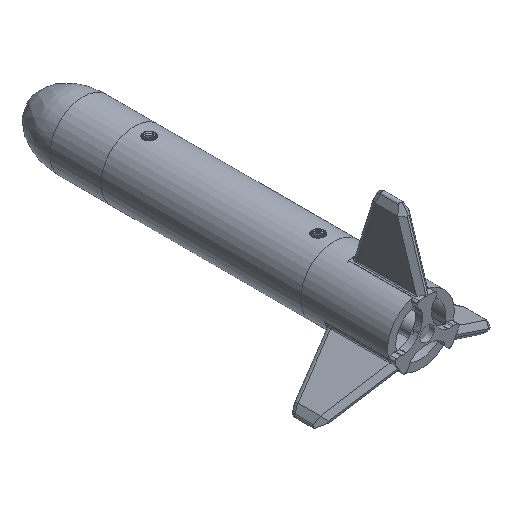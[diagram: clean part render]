
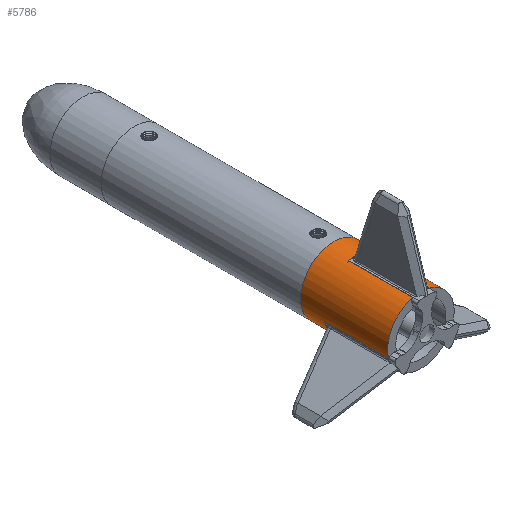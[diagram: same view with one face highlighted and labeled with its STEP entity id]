
A CAD part, isometric view. The second image highlights one B-rep face of the part: STEP entity #5786.
In plain terms, the highlighted cylindrical face has radius 32.5 mm (diameter 65 mm), a full revolution.
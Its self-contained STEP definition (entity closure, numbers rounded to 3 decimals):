
#482=LINE('',#8838,#767);
#488=LINE('',#8853,#773);
#496=LINE('',#8894,#781);
#502=LINE('',#8904,#787);
#505=LINE('',#8919,#790);
#510=LINE('',#8928,#795);
#513=LINE('',#8941,#798);
#767=VECTOR('',#6994,10.);
#773=VECTOR('',#7010,10.);
#781=VECTOR('',#7054,10.);
#787=VECTOR('',#7068,10.);
#790=VECTOR('',#7087,10.);
#795=VECTOR('',#7100,10.);
#798=VECTOR('',#7117,32.5);
#1059=CYLINDRICAL_SURFACE('',#6222,32.5);
#1270=FACE_OUTER_BOUND('',#1622,.T.);
#1622=EDGE_LOOP('',(#4072,#4073,#4074,#4075,#4076,#4077,#4078,#4079,#4080,
#4081,#4082,#4083,#4084,#4085,#4086,#4087));
#1956=CIRCLE('',#6100,32.5);
#1966=CIRCLE('',#6110,32.5);
#1976=CIRCLE('',#6120,32.5);
#2020=CIRCLE('',#6190,32.5);
#2024=CIRCLE('',#6195,32.5);
#2025=CIRCLE('',#6196,32.5);
#2028=CIRCLE('',#6208,32.5);
#2033=CIRCLE('',#6223,32.5);
#2310=VERTEX_POINT('',#8512);
#2311=VERTEX_POINT('',#8514);
#2322=VERTEX_POINT('',#8536);
#2323=VERTEX_POINT('',#8538);
#2334=VERTEX_POINT('',#8560);
#2335=VERTEX_POINT('',#8562);
#2365=VERTEX_POINT('',#8835);
#2370=VERTEX_POINT('',#8850);
#2378=VERTEX_POINT('',#8872);
#2379=VERTEX_POINT('',#8874);
#2383=VERTEX_POINT('',#8884);
#2384=VERTEX_POINT('',#8886);
#2387=VERTEX_POINT('',#8910);
#2392=VERTEX_POINT('',#8940);
#2896=EDGE_CURVE('',#2311,#2310,#1956,.T.);
#2908=EDGE_CURVE('',#2323,#2322,#1966,.T.);
#2920=EDGE_CURVE('',#2335,#2334,#1976,.T.);
#2976=EDGE_CURVE('',#2334,#2365,#482,.T.);
#2984=EDGE_CURVE('',#2335,#2370,#488,.T.);
#2994=EDGE_CURVE('',#2378,#2379,#2020,.T.);
#2999=EDGE_CURVE('',#2370,#2383,#2024,.T.);
#3000=EDGE_CURVE('',#2383,#2384,#2025,.T.);
#3004=EDGE_CURVE('',#2310,#2384,#496,.T.);
#3010=EDGE_CURVE('',#2311,#2378,#502,.T.);
#3013=EDGE_CURVE('',#2387,#2365,#2028,.T.);
#3017=EDGE_CURVE('',#2322,#2379,#505,.T.);
#3022=EDGE_CURVE('',#2323,#2387,#510,.T.);
#3027=EDGE_CURVE('',#2383,#2392,#513,.T.);
#3028=EDGE_CURVE('',#2392,#2392,#2033,.T.);
#4072=ORIENTED_EDGE('',*,*,#3022,.F.);
#4073=ORIENTED_EDGE('',*,*,#2908,.T.);
#4074=ORIENTED_EDGE('',*,*,#3017,.T.);
#4075=ORIENTED_EDGE('',*,*,#2994,.F.);
#4076=ORIENTED_EDGE('',*,*,#3010,.F.);
#4077=ORIENTED_EDGE('',*,*,#2896,.T.);
#4078=ORIENTED_EDGE('',*,*,#3004,.T.);
#4079=ORIENTED_EDGE('',*,*,#3000,.F.);
#4080=ORIENTED_EDGE('',*,*,#3027,.T.);
#4081=ORIENTED_EDGE('',*,*,#3028,.T.);
#4082=ORIENTED_EDGE('',*,*,#3027,.F.);
#4083=ORIENTED_EDGE('',*,*,#2999,.F.);
#4084=ORIENTED_EDGE('',*,*,#2984,.F.);
#4085=ORIENTED_EDGE('',*,*,#2920,.T.);
#4086=ORIENTED_EDGE('',*,*,#2976,.T.);
#4087=ORIENTED_EDGE('',*,*,#3013,.F.);
#5786=ADVANCED_FACE('',(#1270),#1059,.T.);
#6100=AXIS2_PLACEMENT_3D('',#8515,#6823,#6824);
#6110=AXIS2_PLACEMENT_3D('',#8539,#6845,#6846);
#6120=AXIS2_PLACEMENT_3D('',#8563,#6867,#6868);
#6190=AXIS2_PLACEMENT_3D('',#8875,#7031,#7032);
#6195=AXIS2_PLACEMENT_3D('',#8885,#7042,#7043);
#6196=AXIS2_PLACEMENT_3D('',#8887,#7044,#7045);
#6208=AXIS2_PLACEMENT_3D('',#8912,#7078,#7079);
#6222=AXIS2_PLACEMENT_3D('',#8939,#7115,#7116);
#6223=AXIS2_PLACEMENT_3D('',#8942,#7118,#7119);
#6823=DIRECTION('center_axis',(0.,-1.,0.));
#6824=DIRECTION('ref_axis',(1.,0.,0.));
#6845=DIRECTION('center_axis',(0.,-1.,0.));
#6846=DIRECTION('ref_axis',(1.,0.,0.));
#6867=DIRECTION('center_axis',(0.,-1.,0.));
#6868=DIRECTION('ref_axis',(1.,0.,0.));
#6994=DIRECTION('',(0.,1.,0.));
#7010=DIRECTION('',(0.,1.,0.));
#7031=DIRECTION('center_axis',(0.,1.,0.));
#7032=DIRECTION('ref_axis',(1.,0.,0.));
#7042=DIRECTION('center_axis',(0.,1.,0.));
#7043=DIRECTION('ref_axis',(1.,0.,0.));
#7044=DIRECTION('center_axis',(0.,1.,0.));
#7045=DIRECTION('ref_axis',(1.,0.,0.));
#7054=DIRECTION('',(0.,1.,0.));
#7068=DIRECTION('',(0.,1.,0.));
#7078=DIRECTION('center_axis',(0.,1.,0.));
#7079=DIRECTION('ref_axis',(1.,0.,0.));
#7087=DIRECTION('',(0.,1.,0.));
#7100=DIRECTION('',(0.,1.,0.));
#7115=DIRECTION('center_axis',(0.,1.,0.));
#7116=DIRECTION('ref_axis',(1.,0.,0.));
#7117=DIRECTION('',(0.,-1.,0.));
#7118=DIRECTION('center_axis',(0.,1.,0.));
#7119=DIRECTION('ref_axis',(1.,0.,0.));
#8512=CARTESIAN_POINT('',(-31.232,72.5,8.991));
#8514=CARTESIAN_POINT('',(-23.402,72.5,22.552));
#8515=CARTESIAN_POINT('Origin',(0.,72.5,0.));
#8536=CARTESIAN_POINT('',(23.402,72.5,22.552));
#8538=CARTESIAN_POINT('',(31.232,72.5,8.991));
#8539=CARTESIAN_POINT('Origin',(0.,72.5,0.));
#8560=CARTESIAN_POINT('',(7.829,72.5,-31.543));
#8562=CARTESIAN_POINT('',(-7.829,72.5,-31.543));
#8563=CARTESIAN_POINT('Origin',(0.,72.5,0.));
#8835=CARTESIAN_POINT('',(7.829,135.,-31.543));
#8838=CARTESIAN_POINT('',(7.829,72.5,-31.543));
#8850=CARTESIAN_POINT('',(-7.829,135.,-31.543));
#8853=CARTESIAN_POINT('',(-7.829,72.5,-31.543));
#8872=CARTESIAN_POINT('',(-23.402,135.,22.552));
#8874=CARTESIAN_POINT('',(23.402,135.,22.552));
#8875=CARTESIAN_POINT('Origin',(0.,135.,0.));
#8884=CARTESIAN_POINT('',(-32.5,135.,0.));
#8885=CARTESIAN_POINT('Origin',(0.,135.,0.));
#8886=CARTESIAN_POINT('',(-31.232,135.,8.991));
#8887=CARTESIAN_POINT('Origin',(0.,135.,0.));
#8894=CARTESIAN_POINT('',(-31.232,72.5,8.991));
#8904=CARTESIAN_POINT('',(-23.402,72.5,22.552));
#8910=CARTESIAN_POINT('',(31.232,135.,8.991));
#8912=CARTESIAN_POINT('Origin',(0.,135.,0.));
#8919=CARTESIAN_POINT('',(23.402,72.5,22.552));
#8928=CARTESIAN_POINT('',(31.232,72.5,8.991));
#8939=CARTESIAN_POINT('Origin',(0.,50.,0.));
#8940=CARTESIAN_POINT('',(-32.5,50.,0.));
#8941=CARTESIAN_POINT('',(-32.5,50.,0.));
#8942=CARTESIAN_POINT('Origin',(0.,50.,0.));
